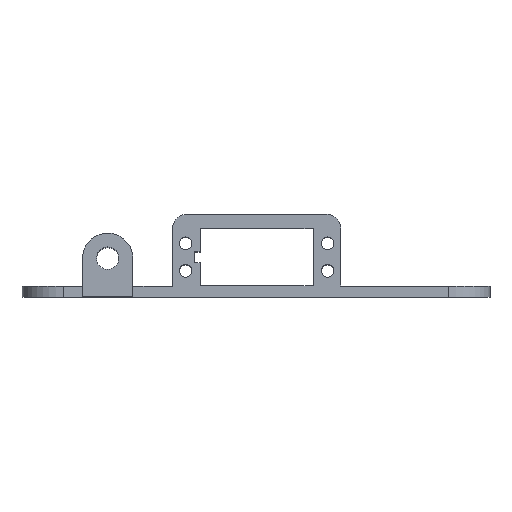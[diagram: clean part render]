
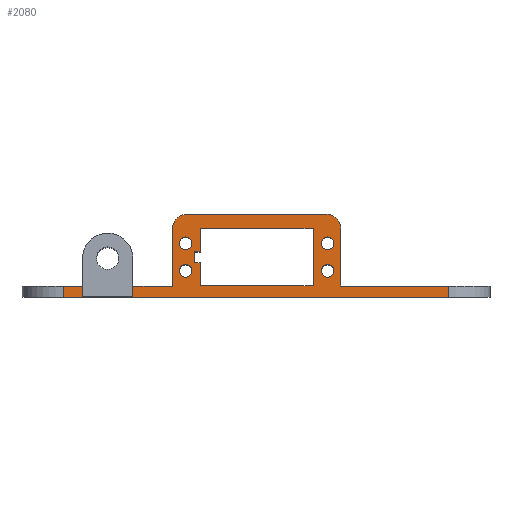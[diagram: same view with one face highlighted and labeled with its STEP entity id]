
A CAD part, top view. The second image highlights one B-rep face of the part: STEP entity #2080.
In plain terms, the highlighted planar face has unit normal (0, 0, 1).
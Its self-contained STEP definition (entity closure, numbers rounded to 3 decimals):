
#44=FACE_BOUND('',#320,.T.);
#45=FACE_BOUND('',#321,.T.);
#46=FACE_BOUND('',#322,.T.);
#47=FACE_BOUND('',#323,.T.);
#48=FACE_BOUND('',#324,.T.);
#108=PLANE('',#2267);
#194=FACE_OUTER_BOUND('',#319,.T.);
#319=EDGE_LOOP('',(#1753,#1754,#1755,#1756,#1757,#1758,#1759,#1760,#1761,
#1762,#1763,#1764,#1765,#1766));
#320=EDGE_LOOP('',(#1767));
#321=EDGE_LOOP('',(#1768));
#322=EDGE_LOOP('',(#1769));
#323=EDGE_LOOP('',(#1770));
#324=EDGE_LOOP('',(#1771,#1772,#1773,#1774,#1775,#1776,#1777,#1778));
#446=LINE('',#3125,#650);
#450=LINE('',#3133,#654);
#454=LINE('',#3141,#658);
#516=LINE('',#3323,#720);
#519=LINE('',#3328,#723);
#520=LINE('',#3330,#724);
#521=LINE('',#3332,#725);
#522=LINE('',#3333,#726);
#523=LINE('',#3335,#727);
#524=LINE('',#3337,#728);
#525=LINE('',#3338,#729);
#526=LINE('',#3340,#730);
#527=LINE('',#3352,#731);
#528=LINE('',#3354,#732);
#529=LINE('',#3356,#733);
#530=LINE('',#3358,#734);
#531=LINE('',#3360,#735);
#532=LINE('',#3362,#736);
#533=LINE('',#3364,#737);
#534=LINE('',#3365,#738);
#650=VECTOR('',#2524,10.);
#654=VECTOR('',#2528,10.);
#658=VECTOR('',#2532,10.);
#720=VECTOR('',#2720,10.);
#723=VECTOR('',#2725,10.);
#724=VECTOR('',#2726,10.);
#725=VECTOR('',#2727,10.);
#726=VECTOR('',#2728,10.);
#727=VECTOR('',#2729,10.);
#728=VECTOR('',#2730,10.);
#729=VECTOR('',#2731,10.);
#730=VECTOR('',#2732,10.);
#731=VECTOR('',#2743,10.);
#732=VECTOR('',#2744,10.);
#733=VECTOR('',#2745,10.);
#734=VECTOR('',#2746,10.);
#735=VECTOR('',#2747,10.);
#736=VECTOR('',#2748,10.);
#737=VECTOR('',#2749,10.);
#738=VECTOR('',#2750,10.);
#862=CIRCLE('',#2264,5.);
#864=CIRCLE('',#2268,5.);
#865=CIRCLE('',#2269,2.3);
#866=CIRCLE('',#2270,2.3);
#867=CIRCLE('',#2271,2.3);
#868=CIRCLE('',#2272,2.3);
#968=VERTEX_POINT('',#3122);
#969=VERTEX_POINT('',#3124);
#972=VERTEX_POINT('',#3130);
#973=VERTEX_POINT('',#3132);
#976=VERTEX_POINT('',#3138);
#977=VERTEX_POINT('',#3140);
#1030=VERTEX_POINT('',#3313);
#1031=VERTEX_POINT('',#3314);
#1034=VERTEX_POINT('',#3322);
#1036=VERTEX_POINT('',#3329);
#1037=VERTEX_POINT('',#3331);
#1038=VERTEX_POINT('',#3334);
#1039=VERTEX_POINT('',#3336);
#1040=VERTEX_POINT('',#3339);
#1041=VERTEX_POINT('',#3342);
#1042=VERTEX_POINT('',#3344);
#1043=VERTEX_POINT('',#3346);
#1044=VERTEX_POINT('',#3348);
#1045=VERTEX_POINT('',#3350);
#1046=VERTEX_POINT('',#3351);
#1047=VERTEX_POINT('',#3353);
#1048=VERTEX_POINT('',#3355);
#1049=VERTEX_POINT('',#3357);
#1050=VERTEX_POINT('',#3359);
#1051=VERTEX_POINT('',#3361);
#1052=VERTEX_POINT('',#3363);
#1197=EDGE_CURVE('',#968,#969,#446,.T.);
#1201=EDGE_CURVE('',#972,#973,#450,.T.);
#1205=EDGE_CURVE('',#976,#977,#454,.T.);
#1291=EDGE_CURVE('',#1030,#1031,#862,.T.);
#1295=EDGE_CURVE('',#1034,#1031,#516,.T.);
#1298=EDGE_CURVE('',#1030,#973,#519,.T.);
#1299=EDGE_CURVE('',#1036,#972,#520,.T.);
#1300=EDGE_CURVE('',#1037,#1036,#521,.T.);
#1301=EDGE_CURVE('',#969,#1037,#522,.T.);
#1302=EDGE_CURVE('',#1038,#968,#523,.T.);
#1303=EDGE_CURVE('',#1039,#1038,#524,.T.);
#1304=EDGE_CURVE('',#977,#1039,#525,.T.);
#1305=EDGE_CURVE('',#976,#1040,#526,.T.);
#1306=EDGE_CURVE('',#1034,#1040,#864,.T.);
#1307=EDGE_CURVE('',#1041,#1041,#865,.T.);
#1308=EDGE_CURVE('',#1042,#1042,#866,.T.);
#1309=EDGE_CURVE('',#1043,#1043,#867,.T.);
#1310=EDGE_CURVE('',#1044,#1044,#868,.T.);
#1311=EDGE_CURVE('',#1045,#1046,#527,.T.);
#1312=EDGE_CURVE('',#1046,#1047,#528,.T.);
#1313=EDGE_CURVE('',#1047,#1048,#529,.T.);
#1314=EDGE_CURVE('',#1048,#1049,#530,.T.);
#1315=EDGE_CURVE('',#1049,#1050,#531,.T.);
#1316=EDGE_CURVE('',#1050,#1051,#532,.T.);
#1317=EDGE_CURVE('',#1051,#1052,#533,.T.);
#1318=EDGE_CURVE('',#1052,#1045,#534,.T.);
#1753=ORIENTED_EDGE('',*,*,#1291,.F.);
#1754=ORIENTED_EDGE('',*,*,#1298,.T.);
#1755=ORIENTED_EDGE('',*,*,#1201,.F.);
#1756=ORIENTED_EDGE('',*,*,#1299,.F.);
#1757=ORIENTED_EDGE('',*,*,#1300,.F.);
#1758=ORIENTED_EDGE('',*,*,#1301,.F.);
#1759=ORIENTED_EDGE('',*,*,#1197,.F.);
#1760=ORIENTED_EDGE('',*,*,#1302,.F.);
#1761=ORIENTED_EDGE('',*,*,#1303,.F.);
#1762=ORIENTED_EDGE('',*,*,#1304,.F.);
#1763=ORIENTED_EDGE('',*,*,#1205,.F.);
#1764=ORIENTED_EDGE('',*,*,#1305,.T.);
#1765=ORIENTED_EDGE('',*,*,#1306,.F.);
#1766=ORIENTED_EDGE('',*,*,#1295,.T.);
#1767=ORIENTED_EDGE('',*,*,#1307,.T.);
#1768=ORIENTED_EDGE('',*,*,#1308,.T.);
#1769=ORIENTED_EDGE('',*,*,#1309,.T.);
#1770=ORIENTED_EDGE('',*,*,#1310,.T.);
#1771=ORIENTED_EDGE('',*,*,#1311,.T.);
#1772=ORIENTED_EDGE('',*,*,#1312,.T.);
#1773=ORIENTED_EDGE('',*,*,#1313,.T.);
#1774=ORIENTED_EDGE('',*,*,#1314,.T.);
#1775=ORIENTED_EDGE('',*,*,#1315,.T.);
#1776=ORIENTED_EDGE('',*,*,#1316,.T.);
#1777=ORIENTED_EDGE('',*,*,#1317,.T.);
#1778=ORIENTED_EDGE('',*,*,#1318,.T.);
#2080=ADVANCED_FACE('',(#194,#44,#45,#46,#47,#48),#108,.T.);
#2264=AXIS2_PLACEMENT_3D('',#3315,#2712,#2713);
#2267=AXIS2_PLACEMENT_3D('',#3327,#2723,#2724);
#2268=AXIS2_PLACEMENT_3D('',#3341,#2733,#2734);
#2269=AXIS2_PLACEMENT_3D('',#3343,#2735,#2736);
#2270=AXIS2_PLACEMENT_3D('',#3345,#2737,#2738);
#2271=AXIS2_PLACEMENT_3D('',#3347,#2739,#2740);
#2272=AXIS2_PLACEMENT_3D('',#3349,#2741,#2742);
#2524=DIRECTION('',(1.,0.,0.));
#2528=DIRECTION('',(1.,0.,0.));
#2532=DIRECTION('',(1.,0.,0.));
#2712=DIRECTION('center_axis',(0.,0.,-1.));
#2713=DIRECTION('ref_axis',(-0.707,0.707,0.));
#2720=DIRECTION('',(-1.,0.,0.));
#2723=DIRECTION('center_axis',(0.,0.,1.));
#2724=DIRECTION('ref_axis',(1.,0.,0.));
#2725=DIRECTION('',(0.,-1.,0.));
#2726=DIRECTION('',(0.,1.,0.));
#2727=DIRECTION('',(1.,0.,0.));
#2728=DIRECTION('',(0.,-1.,0.));
#2729=DIRECTION('',(0.,1.,0.));
#2730=DIRECTION('',(-1.,0.,0.));
#2731=DIRECTION('',(0.,-1.,0.));
#2732=DIRECTION('',(0.,1.,0.));
#2733=DIRECTION('center_axis',(0.,0.,-1.));
#2734=DIRECTION('ref_axis',(0.707,0.707,0.));
#2735=DIRECTION('center_axis',(0.,0.,-1.));
#2736=DIRECTION('ref_axis',(-1.,0.,0.));
#2737=DIRECTION('center_axis',(0.,0.,-1.));
#2738=DIRECTION('ref_axis',(-1.,0.,0.));
#2739=DIRECTION('center_axis',(0.,0.,-1.));
#2740=DIRECTION('ref_axis',(-1.,0.,0.));
#2741=DIRECTION('center_axis',(0.,0.,-1.));
#2742=DIRECTION('ref_axis',(-1.,0.,0.));
#2743=DIRECTION('',(-1.,0.,0.));
#2744=DIRECTION('',(0.,1.,0.));
#2745=DIRECTION('',(-1.,0.,0.));
#2746=DIRECTION('',(0.,1.,0.));
#2747=DIRECTION('',(1.,0.,0.));
#2748=DIRECTION('',(0.,1.,0.));
#2749=DIRECTION('',(1.,0.,0.));
#2750=DIRECTION('',(0.,-1.,0.));
#3122=CARTESIAN_POINT('',(-70.228,0.,5.));
#3124=CARTESIAN_POINT('',(-63.2,0.,5.));
#3125=CARTESIAN_POINT('',(-85.228,0.,5.));
#3130=CARTESIAN_POINT('',(-45.,0.,5.));
#3132=CARTESIAN_POINT('',(-30.5,0.,5.));
#3133=CARTESIAN_POINT('',(-85.228,0.,5.));
#3138=CARTESIAN_POINT('',(30.5,0.,5.));
#3140=CARTESIAN_POINT('',(69.772,0.,5.));
#3141=CARTESIAN_POINT('',(-85.228,0.,5.));
#3313=CARTESIAN_POINT('',(-30.5,21.034,5.));
#3314=CARTESIAN_POINT('',(-25.5,26.034,5.));
#3315=CARTESIAN_POINT('Origin',(-25.5,21.034,5.));
#3322=CARTESIAN_POINT('',(25.5,26.034,5.));
#3323=CARTESIAN_POINT('',(30.5,26.034,5.));
#3327=CARTESIAN_POINT('Origin',(0.,13.034,
5.));
#3328=CARTESIAN_POINT('',(-30.5,31.034,5.));
#3329=CARTESIAN_POINT('',(-45.,-3.966,5.));
#3330=CARTESIAN_POINT('',(-45.,0.034,5.));
#3331=CARTESIAN_POINT('',(-63.2,-3.966,5.));
#3332=CARTESIAN_POINT('',(-63.2,-3.966,5.));
#3333=CARTESIAN_POINT('',(-63.2,10.034,5.));
#3334=CARTESIAN_POINT('',(-70.228,-4.,5.));
#3335=CARTESIAN_POINT('',(-70.228,6.517,5.));
#3336=CARTESIAN_POINT('',(69.772,-4.,5.));
#3337=CARTESIAN_POINT('',(-85.228,-4.,5.));
#3338=CARTESIAN_POINT('',(69.772,6.517,5.));
#3339=CARTESIAN_POINT('',(30.5,21.034,5.));
#3340=CARTESIAN_POINT('',(30.5,0.034,5.));
#3341=CARTESIAN_POINT('Origin',(25.5,21.034,5.));
#3342=CARTESIAN_POINT('',(28.1,15.534,5.));
#3343=CARTESIAN_POINT('Origin',(25.8,15.534,5.));
#3344=CARTESIAN_POINT('',(28.1,5.534,5.));
#3345=CARTESIAN_POINT('Origin',(25.8,5.534,5.));
#3346=CARTESIAN_POINT('',(-23.5,15.534,5.));
#3347=CARTESIAN_POINT('Origin',(-25.8,15.534,5.));
#3348=CARTESIAN_POINT('',(-23.5,5.534,5.));
#3349=CARTESIAN_POINT('Origin',(-25.8,5.534,5.));
#3350=CARTESIAN_POINT('',(20.5,0.034,5.));
#3351=CARTESIAN_POINT('',(-20.5,0.034,5.));
#3352=CARTESIAN_POINT('',(30.5,0.034,5.));
#3353=CARTESIAN_POINT('',(-20.5,8.534,5.));
#3354=CARTESIAN_POINT('',(-20.5,0.034,5.));
#3355=CARTESIAN_POINT('',(-22.5,8.534,5.));
#3356=CARTESIAN_POINT('',(-20.5,8.534,5.));
#3357=CARTESIAN_POINT('',(-22.5,12.534,5.));
#3358=CARTESIAN_POINT('',(-22.5,8.534,5.));
#3359=CARTESIAN_POINT('',(-20.5,12.534,5.));
#3360=CARTESIAN_POINT('',(-22.5,12.534,5.));
#3361=CARTESIAN_POINT('',(-20.5,21.034,5.));
#3362=CARTESIAN_POINT('',(-20.5,0.034,5.));
#3363=CARTESIAN_POINT('',(20.5,21.034,5.));
#3364=CARTESIAN_POINT('',(-20.5,21.034,5.));
#3365=CARTESIAN_POINT('',(20.5,21.034,5.));
